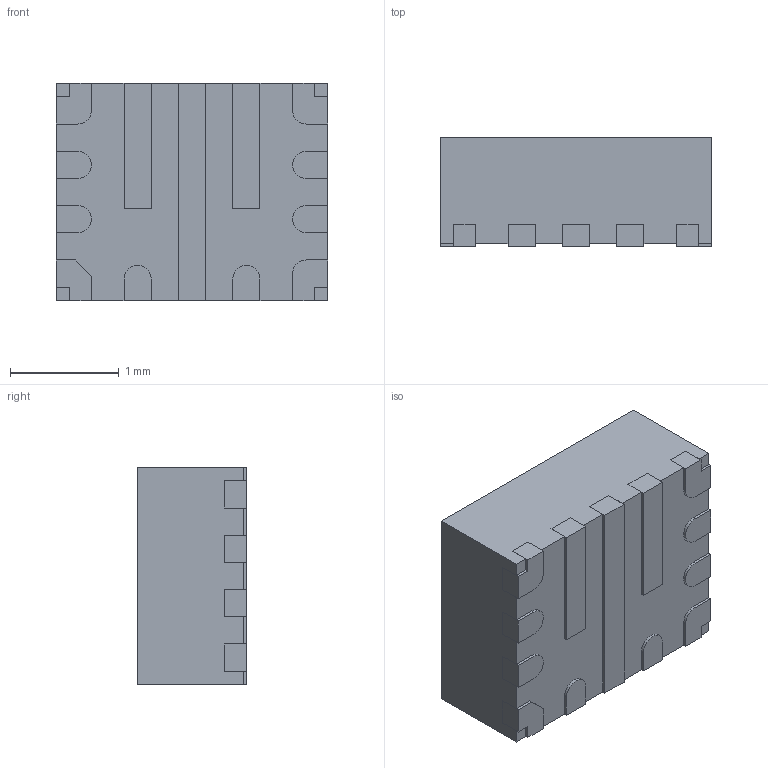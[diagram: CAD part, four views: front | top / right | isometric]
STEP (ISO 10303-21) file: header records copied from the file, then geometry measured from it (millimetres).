
FILE_DESCRIPTION((''),'2;1');
FILE_NAME('RYH0013A_ASM','2021-04-29T15:32:23',('a0414801'),(''),'CREO PARAMETRIC BY PTC INC, 2018500','CREO PARAMETRIC BY PTC INC, 2018500','');
FILE_SCHEMA(('AUTOMOTIVE_DESIGN { 1 0 10303 214 1 1 1 1 }'));
Length unit declared in the file: millimetre
Products named in the file (3): FRAME-RYH0013A; BODY-QFN; RYH0013A_ASM
Assembly tree (2 placements, depth 2):
  RYH0013A_ASM
    FRAME-RYH0013A
    BODY-QFN
Bounding box: 2.5 x 1 x 2 mm (x, y, z)
Volume: 4.9 mm3; surface area: 29.3 mm2
Topology: 14 solids, 14 shells, 160 faces, 396 edges, 264 vertices
Faces by surface type: plane 142, cylinder 18
Entity records: 6751 total; most frequent: CARTESIAN_POINT 832, ORIENTED_EDGE 792, DIRECTION 762, PRESENTATION_STYLE_ASSIGNMENT 500, STYLED_ITEM 500, CURVE_STYLE 396, EDGE_CURVE 396, VECTOR 360
